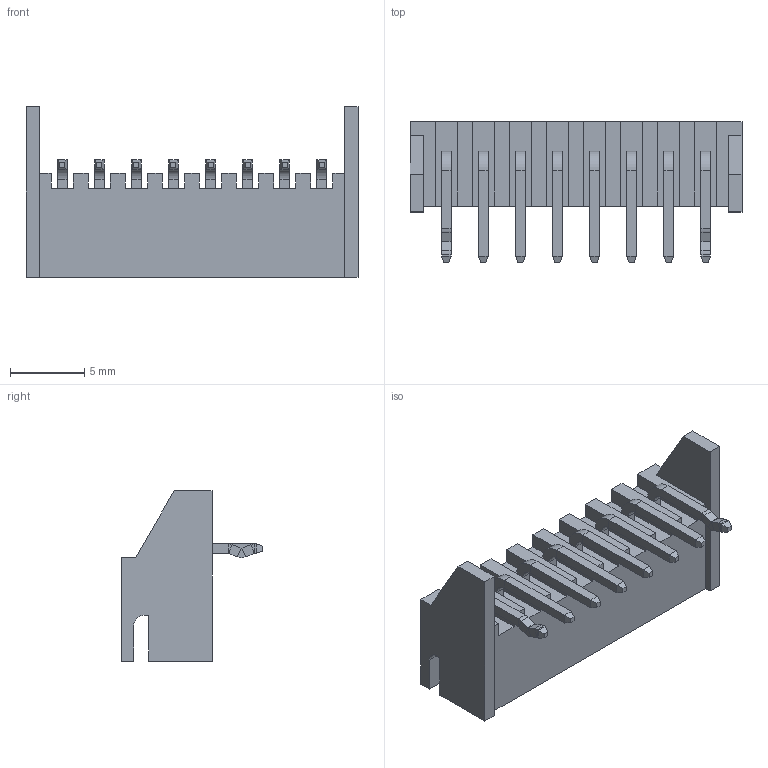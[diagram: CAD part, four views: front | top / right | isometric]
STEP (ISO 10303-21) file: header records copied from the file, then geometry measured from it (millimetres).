
FILE_DESCRIPTION (( 'STEP AP214' ), '1' );
FILE_NAME ('S8B-XH-A-1 (LF)(SN).STEP', '2023-01-19T14:53:41', ( '' ), ( '' ), 'SwSTEP 2.0', 'SolidWorks 2017', '' );
FILE_SCHEMA (( 'AUTOMOTIVE_DESIGN' ));
Length unit declared in the file: millimetre
Products named in the file (4): pin^SxB-XH-A-1(LF)(SN)_bent; pin^SxB-XH-A-1(LF)(SN); S8B-XH-A-1 (LF)(SN); SxB-XH-Axxxxx_8
Assembly tree (9 placements, depth 2):
  S8B-XH-A-1 (LF)(SN)
    SxB-XH-Axxxxx_8
    pin^SxB-XH-A-1(LF)(SN)_bent  x2
    pin^SxB-XH-A-1(LF)(SN)  x6
Bounding box: 22.4 x 9.5 x 11.5 mm (x, y, z)
Volume: 495 mm3; surface area: 1341.6 mm2
Topology: 9 solids, 9 shells, 332 faces, 774 edges, 460 vertices
Faces by surface type: plane 294, cylinder 38
Entity records: 5546 total; most frequent: CARTESIAN_POINT 946, ORIENTED_EDGE 928, DIRECTION 884, EDGE_CURVE 464, VECTOR 424, LINE 424, VERTEX_POINT 292, AXIS2_PLACEMENT_3D 230
